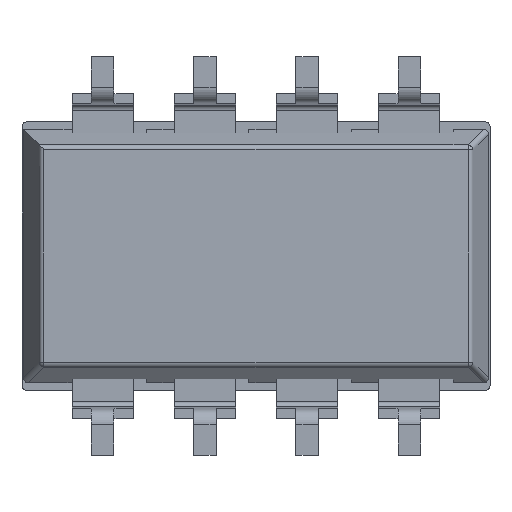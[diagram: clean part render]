
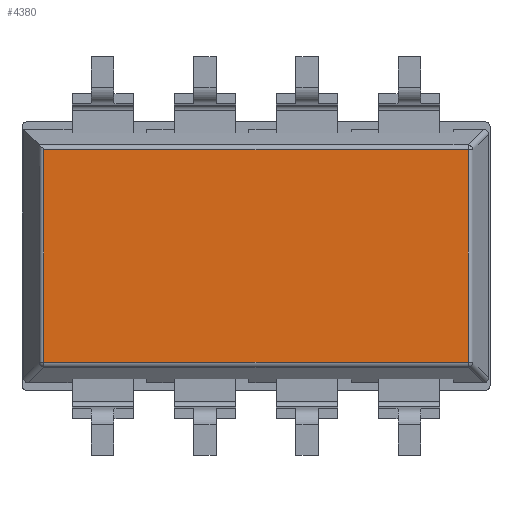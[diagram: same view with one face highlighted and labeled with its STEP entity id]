
A CAD part, top view. The second image highlights one B-rep face of the part: STEP entity #4380.
In plain terms, the highlighted planar face has unit normal (0, 0, 1).
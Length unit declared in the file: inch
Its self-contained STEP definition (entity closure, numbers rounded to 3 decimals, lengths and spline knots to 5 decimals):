
#1448=DIRECTION('',(-1.,0.,0.));
#1449=VECTOR('',#1448,0.415);
#1450=CARTESIAN_POINT('',(0.4365,0.104,0.145));
#1451=LINE('',#1450,#1449);
#1452=DIRECTION('',(0.,1.,0.));
#1453=VECTOR('',#1452,0.208);
#1454=CARTESIAN_POINT('',(0.4365,-0.104,0.145));
#1455=LINE('',#1454,#1453);
#1456=DIRECTION('',(-1.,0.,0.));
#1457=VECTOR('',#1456,0.415);
#1458=CARTESIAN_POINT('',(0.4365,-0.104,0.145));
#1459=LINE('',#1458,#1457);
#1460=DIRECTION('',(0.,-1.,0.));
#1461=VECTOR('',#1460,0.208);
#1462=CARTESIAN_POINT('',(0.0215,0.104,0.145));
#1463=LINE('',#1462,#1461);
#2101=CARTESIAN_POINT('',(0.4365,0.104,0.145));
#2102=CARTESIAN_POINT('',(0.0215,0.104,0.145));
#2103=VERTEX_POINT('',#2101);
#2104=VERTEX_POINT('',#2102);
#2105=CARTESIAN_POINT('',(0.0215,-0.104,0.145));
#2106=VERTEX_POINT('',#2105);
#2107=CARTESIAN_POINT('',(0.4365,-0.104,0.145));
#2108=VERTEX_POINT('',#2107);
#4367=CARTESIAN_POINT('',(0.,0.1075,0.145));
#4368=DIRECTION('',(0.,0.,1.));
#4369=DIRECTION('',(0.,-1.,0.));
#4370=AXIS2_PLACEMENT_3D('',#4367,#4368,#4369);
#4371=PLANE('',#4370);
#4372=ORIENTED_EDGE('',*,*,#4321,.F.);
#4373=ORIENTED_EDGE('',*,*,#4358,.F.);
#4375=ORIENTED_EDGE('',*,*,#4374,.T.);
#4377=ORIENTED_EDGE('',*,*,#4376,.F.);
#4378=EDGE_LOOP('',(#4372,#4373,#4375,#4377));
#4379=FACE_OUTER_BOUND('',#4378,.F.);
#4321=EDGE_CURVE('',#2103,#2104,#1451,.T.);
#4358=EDGE_CURVE('',#2108,#2103,#1455,.T.);
#4374=EDGE_CURVE('',#2108,#2106,#1459,.T.);
#4376=EDGE_CURVE('',#2104,#2106,#1463,.T.);
#4380=ADVANCED_FACE('',(#4379),#4371,.T.);
